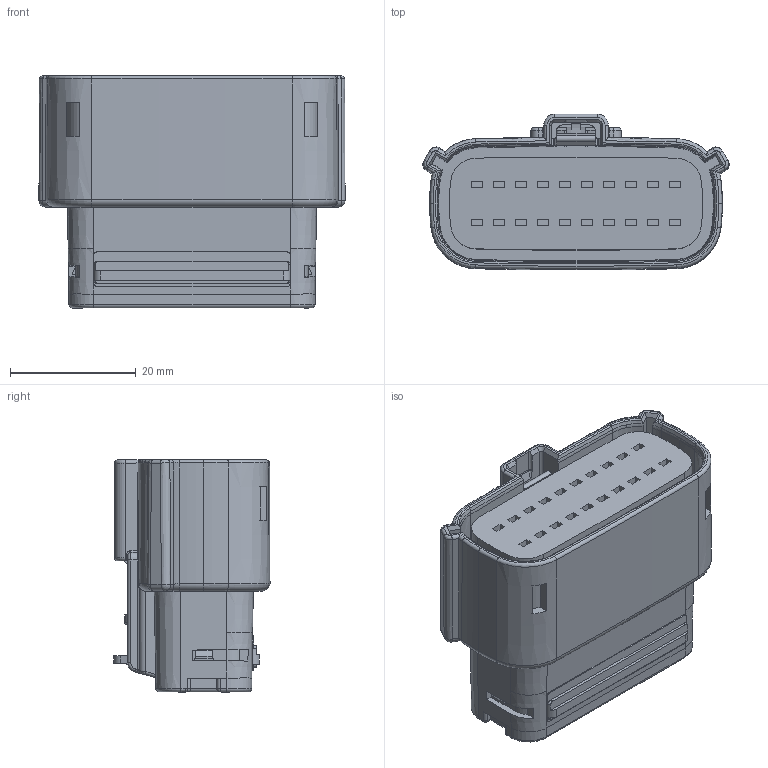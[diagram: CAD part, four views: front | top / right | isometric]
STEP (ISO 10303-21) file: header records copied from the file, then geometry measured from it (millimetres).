
FILE_DESCRIPTION(('STEP AP242'),'1');
FILE_NAME('0334722006.stp','2024-12-19T05:32:15',('TraceParts'),('TraceParts S.A.'),'Spatial InterOp 3D',' ',' ');
FILE_SCHEMA(('AP242_MANAGED_MODEL_BASED_3D_ENGINEERING_MIM_LF {1 0 10303 442 1 1 4}'));
Length unit declared in the file: millimetre
Products named in the file (1): 0334722006_1
Bounding box: 48.78 x 24.85 x 37 mm (x, y, z)
Volume: 24907.5 mm3; surface area: 13744.6 mm2
Topology: 1 solids, 2 shells, 1143 faces, 3119 edges, 2011 vertices
Faces by surface type: plane 679, cylinder 272, torus 99, cone 64, bspline 21, sphere 8
Entity records: 39138 total; most frequent: CARTESIAN_POINT 10168, ORIENTED_EDGE 6228, DIRECTION 5815, EDGE_CURVE 3114, LINE 2157, VECTOR 2157, VERTEX_POINT 2009, AXIS2_PLACEMENT_3D 1829
